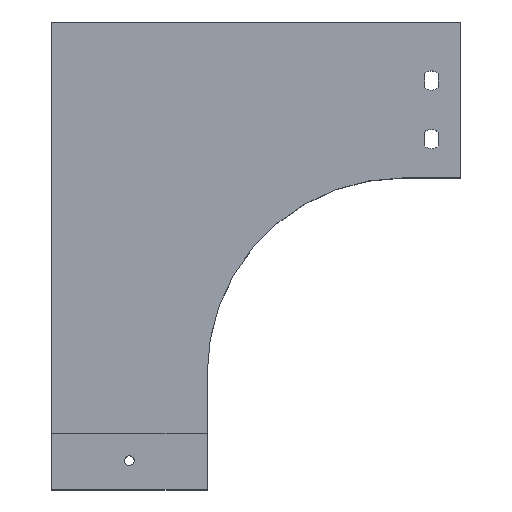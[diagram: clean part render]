
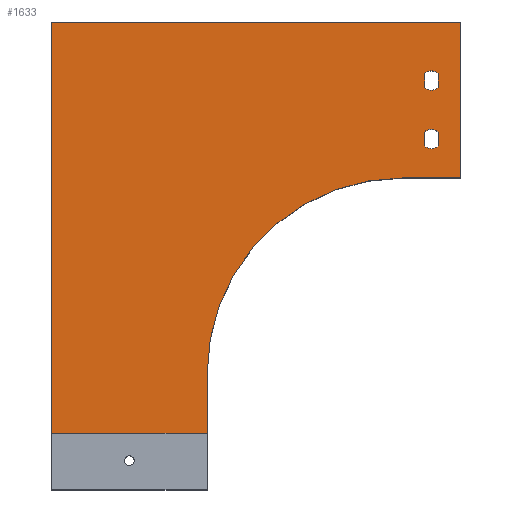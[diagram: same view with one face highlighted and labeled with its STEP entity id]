
A CAD part, top view. The second image highlights one B-rep face of the part: STEP entity #1633.
In plain terms, the highlighted planar face has unit normal (0, 0, 1).
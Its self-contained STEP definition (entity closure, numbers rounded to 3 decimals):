
#5 = VECTOR ( 'NONE', #833, 1000. ) ;
#10 = LINE ( 'NONE', #923, #5 ) ;
#13 = VECTOR ( 'NONE', #857, 1000. ) ;
#38 = LINE ( 'NONE', #1193, #13 ) ;
#50 = CIRCLE ( 'NONE', #485, 5. ) ;
#63 = VECTOR ( 'NONE', #1001, 1000. ) ;
#70 = LINE ( 'NONE', #1238, #63 ) ;
#75 = VECTOR ( 'NONE', #954, 1000. ) ;
#82 = LINE ( 'NONE', #918, #75 ) ;
#103 = FACE_BOUND ( 'NONE', #1804, .T. ) ;
#104 = FACE_OUTER_BOUND ( 'NONE', #1895, .T. ) ;
#105 = FACE_BOUND ( 'NONE', #1917, .T. ) ;
#278 = AXIS2_PLACEMENT_3D ( 'NONE', #710, #697, #1007 ) ;
#349 = EDGE_CURVE ( 'NONE', #1400, #1344, #1475, .T. ) ;
#358 = EDGE_CURVE ( 'NONE', #1381, #1331, #1465, .T. ) ;
#374 = EDGE_CURVE ( 'NONE', #1359, #1338, #1428, .T. ) ;
#391 = EDGE_CURVE ( 'NONE', #1393, #1400, #1525, .T. ) ;
#407 = EDGE_CURVE ( 'NONE', #1336, #1359, #1597, .T. ) ;
#408 = EDGE_CURVE ( 'NONE', #1334, #1366, #1599, .T. ) ;
#409 = EDGE_CURVE ( 'NONE', #1366, #1364, #1603, .T. ) ;
#411 = EDGE_CURVE ( 'NONE', #1391, #1334, #1594, .T. ) ;
#412 = EDGE_CURVE ( 'NONE', #1364, #1391, #1596, .T. ) ;
#415 = EDGE_CURVE ( 'NONE', #1331, #1521, #1591, .T. ) ;
#445 = EDGE_CURVE ( 'NONE', #1375, #1393, #70, .T. ) ;
#458 = EDGE_CURVE ( 'NONE', #1339, #1336, #50, .T. ) ;
#460 = EDGE_CURVE ( 'NONE', #1521, #1375, #38, .T. ) ;
#464 = EDGE_CURVE ( 'NONE', #1381, #1344, #10, .T. ) ;
#485 = AXIS2_PLACEMENT_3D ( 'NONE', #1083, #870, #937 ) ;
#495 = AXIS2_PLACEMENT_3D ( 'NONE', #606, #609, #607 ) ;
#497 = AXIS2_PLACEMENT_3D ( 'NONE', #628, #639, #638 ) ;
#498 = AXIS2_PLACEMENT_3D ( 'NONE', #633, #1099, #1173 ) ;
#504 = AXIS2_PLACEMENT_3D ( 'NONE', #809, #815, #713 ) ;
#508 = EDGE_CURVE ( 'NONE', #1338, #1339, #82, .T. ) ;
#575 = ORIENTED_EDGE ( 'NONE', *, *, #411, .T. ) ;
#589 = ORIENTED_EDGE ( 'NONE', *, *, #508, .T. ) ;
#606 = CARTESIAN_POINT ( 'NONE',  ( 180., 30., 1. ) ) ;
#607 = DIRECTION ( 'NONE',  ( 1., 0., 0. ) ) ;
#609 = DIRECTION ( 'NONE',  ( 0., 0., -1. ) ) ;
#626 = CARTESIAN_POINT ( 'NONE',  ( 198.5, 146.429, 1. ) ) ;
#627 = CARTESIAN_POINT ( 'NONE',  ( 191.5, 176.429, 1. ) ) ;
#628 = CARTESIAN_POINT ( 'NONE',  ( 195., 150., 1. ) ) ;
#629 = DIRECTION ( 'NONE',  ( 0., 1., 0. ) ) ;
#631 = DIRECTION ( 'NONE',  ( 0., -1., 0. ) ) ;
#633 = CARTESIAN_POINT ( 'NONE',  ( 195., 150., 1. ) ) ;
#635 = DIRECTION ( 'NONE',  ( 0., 1., 0. ) ) ;
#637 = CARTESIAN_POINT ( 'NONE',  ( 191.5, 146.429, 1. ) ) ;
#638 = DIRECTION ( 'NONE',  ( -1., 0., 0. ) ) ;
#639 = DIRECTION ( 'NONE',  ( 0., 0., -1. ) ) ;
#697 = DIRECTION ( 'NONE',  ( 0., 0., 1. ) ) ;
#709 = PLANE ( 'NONE',  #278 ) ;
#710 = CARTESIAN_POINT ( 'NONE',  ( 180., 30., 1. ) ) ;
#713 = DIRECTION ( 'NONE',  ( -1., 0., 0. ) ) ;
#733 = CARTESIAN_POINT ( 'NONE',  ( 0., 210., 1. ) ) ;
#743 = CARTESIAN_POINT ( 'NONE',  ( 191.5, 146.429, 1. ) ) ;
#755 = CARTESIAN_POINT ( 'NONE',  ( 210., 210., 1. ) ) ;
#808 = CARTESIAN_POINT ( 'NONE',  ( 198.5, 153.571, 1. ) ) ;
#809 = CARTESIAN_POINT ( 'NONE',  ( 195., 180., 1. ) ) ;
#812 = CARTESIAN_POINT ( 'NONE',  ( 198.5, 146.429, 1. ) ) ;
#815 = DIRECTION ( 'NONE',  ( 0., 0., -1. ) ) ;
#833 = DIRECTION ( 'NONE',  ( -1., 0., 0. ) ) ;
#857 = DIRECTION ( 'NONE',  ( 1., 0., 0. ) ) ;
#870 = DIRECTION ( 'NONE',  ( 0., 0., -1. ) ) ;
#886 = CARTESIAN_POINT ( 'NONE',  ( 80., -1., 1. ) ) ;
#891 = DIRECTION ( 'NONE',  ( -1., 0., 0. ) ) ;
#918 = CARTESIAN_POINT ( 'NONE',  ( 198.5, 176.429, 1. ) ) ;
#923 = CARTESIAN_POINT ( 'NONE',  ( 0., -1., 1. ) ) ;
#937 = DIRECTION ( 'NONE',  ( -1., 0., 0. ) ) ;
#954 = DIRECTION ( 'NONE',  ( 0., -1., 0. ) ) ;
#955 = CARTESIAN_POINT ( 'NONE',  ( 80., 30., 1. ) ) ;
#956 = CARTESIAN_POINT ( 'NONE',  ( 191.5, 153.571, 1. ) ) ;
#966 = CARTESIAN_POINT ( 'NONE',  ( 191.5, 176.429, 1. ) ) ;
#981 = CARTESIAN_POINT ( 'NONE',  ( 210., 130., 1. ) ) ;
#982 = CARTESIAN_POINT ( 'NONE',  ( 198.5, 176.429, 1. ) ) ;
#1000 = CARTESIAN_POINT ( 'NONE',  ( 0., 210., 1. ) ) ;
#1001 = DIRECTION ( 'NONE',  ( 0., 1., 0. ) ) ;
#1007 = DIRECTION ( 'NONE',  ( 1., 0., 0. ) ) ;
#1013 = CARTESIAN_POINT ( 'NONE',  ( 198.5, 183.571, 1. ) ) ;
#1026 = CARTESIAN_POINT ( 'NONE',  ( 0., -1., 1. ) ) ;
#1062 = CARTESIAN_POINT ( 'NONE',  ( 180., 130., 1. ) ) ;
#1083 = CARTESIAN_POINT ( 'NONE',  ( 195., 180., 1. ) ) ;
#1099 = DIRECTION ( 'NONE',  ( 0., 0., -1. ) ) ;
#1173 = DIRECTION ( 'NONE',  ( -1., 0., 0. ) ) ;
#1175 = CARTESIAN_POINT ( 'NONE',  ( 191.5, 183.571, 1. ) ) ;
#1193 = CARTESIAN_POINT ( 'NONE',  ( 210., 130., 1. ) ) ;
#1238 = CARTESIAN_POINT ( 'NONE',  ( 210., 210., 1. ) ) ;
#1273 = DIRECTION ( 'NONE',  ( 0., -1., 0. ) ) ;
#1311 = CARTESIAN_POINT ( 'NONE',  ( 0., 210., 1. ) ) ;
#1318 = DIRECTION ( 'NONE',  ( 0., 1., 0. ) ) ;
#1319 = CARTESIAN_POINT ( 'NONE',  ( 80., 0., 1. ) ) ;
#1331 = VERTEX_POINT ( 'NONE', #955 ) ;
#1334 = VERTEX_POINT ( 'NONE', #956 ) ;
#1336 = VERTEX_POINT ( 'NONE', #966 ) ;
#1338 = VERTEX_POINT ( 'NONE', #1013 ) ;
#1339 = VERTEX_POINT ( 'NONE', #982 ) ;
#1344 = VERTEX_POINT ( 'NONE', #1026 ) ;
#1359 = VERTEX_POINT ( 'NONE', #1175 ) ;
#1364 = VERTEX_POINT ( 'NONE', #812 ) ;
#1366 = VERTEX_POINT ( 'NONE', #808 ) ;
#1375 = VERTEX_POINT ( 'NONE', #981 ) ;
#1381 = VERTEX_POINT ( 'NONE', #886 ) ;
#1391 = VERTEX_POINT ( 'NONE', #743 ) ;
#1393 = VERTEX_POINT ( 'NONE', #755 ) ;
#1400 = VERTEX_POINT ( 'NONE', #733 ) ;
#1428 = CIRCLE ( 'NONE', #504, 5. ) ;
#1460 = VECTOR ( 'NONE', #1318, 1000. ) ;
#1465 = LINE ( 'NONE', #1319, #1460 ) ;
#1472 = VECTOR ( 'NONE', #1273, 1000. ) ;
#1475 = LINE ( 'NONE', #1311, #1472 ) ;
#1490 = VECTOR ( 'NONE', #891, 1000. ) ;
#1521 = VERTEX_POINT ( 'NONE', #1062 ) ;
#1525 = LINE ( 'NONE', #1000, #1490 ) ;
#1587 = VECTOR ( 'NONE', #635, 1000. ) ;
#1591 = CIRCLE ( 'NONE', #495, 100. ) ;
#1593 = VECTOR ( 'NONE', #631, 1000. ) ;
#1594 = LINE ( 'NONE', #637, #1587 ) ;
#1596 = CIRCLE ( 'NONE', #498, 5. ) ;
#1597 = LINE ( 'NONE', #627, #1600 ) ;
#1599 = CIRCLE ( 'NONE', #497, 5. ) ;
#1600 = VECTOR ( 'NONE', #629, 1000. ) ;
#1603 = LINE ( 'NONE', #626, #1593 ) ;
#1633 = ADVANCED_FACE ( 'NONE', ( #105, #103, #104 ), #709, .T. ) ;
#1734 = ORIENTED_EDGE ( 'NONE', *, *, #408, .T. ) ;
#1754 = ORIENTED_EDGE ( 'NONE', *, *, #407, .T. ) ;
#1780 = ORIENTED_EDGE ( 'NONE', *, *, #358, .T. ) ;
#1782 = ORIENTED_EDGE ( 'NONE', *, *, #464, .F. ) ;
#1789 = ORIENTED_EDGE ( 'NONE', *, *, #349, .T. ) ;
#1792 = ORIENTED_EDGE ( 'NONE', *, *, #409, .T. ) ;
#1793 = ORIENTED_EDGE ( 'NONE', *, *, #458, .T. ) ;
#1798 = ORIENTED_EDGE ( 'NONE', *, *, #374, .T. ) ;
#1804 = EDGE_LOOP ( 'NONE', ( #1734, #1792, #1893, #575 ) ) ;
#1840 = ORIENTED_EDGE ( 'NONE', *, *, #460, .T. ) ;
#1875 = ORIENTED_EDGE ( 'NONE', *, *, #391, .T. ) ;
#1884 = ORIENTED_EDGE ( 'NONE', *, *, #445, .T. ) ;
#1885 = ORIENTED_EDGE ( 'NONE', *, *, #415, .T. ) ;
#1893 = ORIENTED_EDGE ( 'NONE', *, *, #412, .T. ) ;
#1895 = EDGE_LOOP ( 'NONE', ( #1789, #1782, #1780, #1885, #1840, #1884, #1875 ) ) ;
#1917 = EDGE_LOOP ( 'NONE', ( #1798, #589, #1793, #1754 ) ) ;
